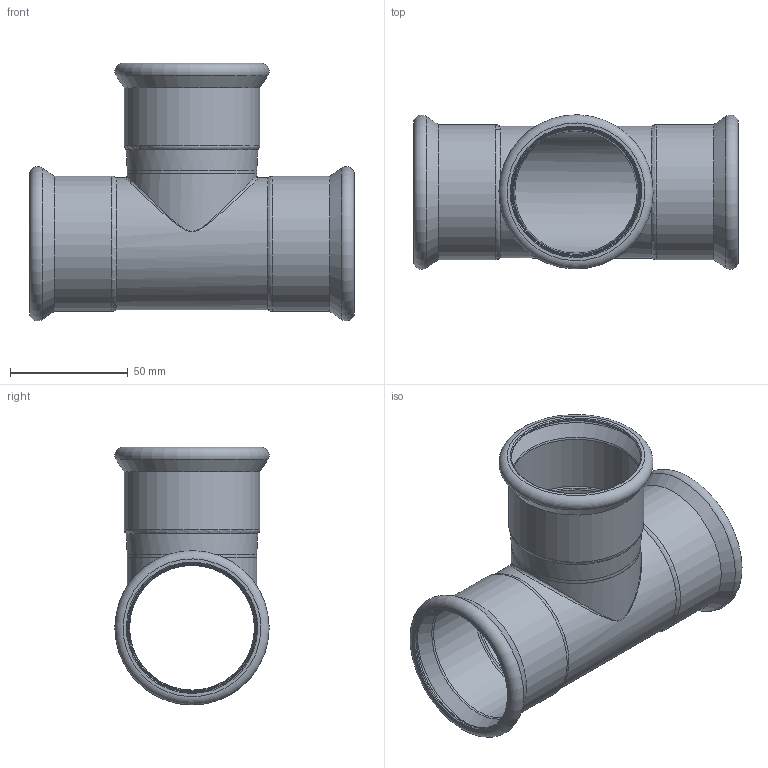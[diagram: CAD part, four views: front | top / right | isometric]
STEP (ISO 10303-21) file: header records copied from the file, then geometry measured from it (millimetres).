
FILE_DESCRIPTION(/* description */ (''),/* implementation_level */ '2;1');
FILE_NAME(/* name */ '43008.stp',/* time_stamp */ '2023-09-08T11:20:56+02:00',/* author */ ('JANAN'),/* organization */ (''),/* preprocessor_version */ 'ST-DEVELOPER v19.2',/* originating_system */ 'Autodesk Inventor 2023',/* authorisation */ '');
FILE_SCHEMA (('AUTOMOTIVE_DESIGN { 1 0 10303 214 3 1 1 }'));
Length unit declared in the file: millimetre
Products named in the file (1): tmp2A41.tmp
Bounding box: 138 x 65.46 x 109.43 mm (x, y, z)
Volume: 51161.2 mm3; surface area: 68953 mm2
Topology: 2 solids, 2 shells, 59 faces, 123 edges, 72 vertices
Faces by surface type: torus 18, cylinder 15, cone 14, plane 8, bspline 4
Full cylindrical faces by diameter (mm): 52 x2, 53 x1, 54.4 x3, 55 x5, 56 x1, 57.5 x3
Entity records: 5317 total; most frequent: CARTESIAN_POINT 3904, DIRECTION 313, ORIENTED_EDGE 246, AXIS2_PLACEMENT_3D 142, EDGE_CURVE 123, CIRCLE 86, VERTEX_POINT 72, EDGE_LOOP 69
